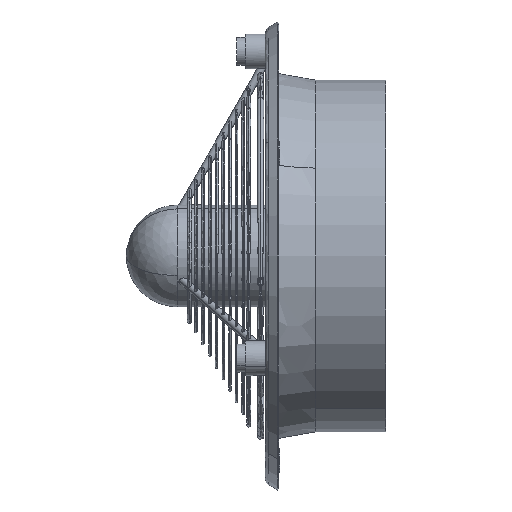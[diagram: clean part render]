
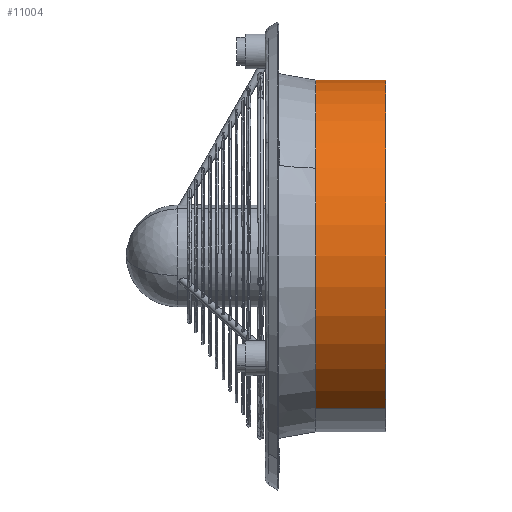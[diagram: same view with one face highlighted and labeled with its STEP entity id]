
A CAD part, front view. The second image highlights one B-rep face of the part: STEP entity #11004.
In plain terms, the highlighted cylindrical face has radius 131.5 mm (diameter 263 mm), a partial arc.
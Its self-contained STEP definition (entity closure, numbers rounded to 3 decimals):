
#336 = AXIS2_PLACEMENT_3D ( 'NONE', #14086, #5959, #504 ) ;
#504 = DIRECTION ( 'NONE',  ( 0., -0.866, 0.5 ) ) ;
#1423 = VECTOR ( 'NONE', #4329, 1000. ) ;
#1993 = ORIENTED_EDGE ( 'NONE', *, *, #8586, .F. ) ;
#2305 = CARTESIAN_POINT ( 'NONE',  ( 72.6, -85.561, 0. ) ) ;
#2503 = CARTESIAN_POINT ( 'NONE',  ( 98.85, -85.561, 0. ) ) ;
#2552 = DIRECTION ( 'NONE',  ( 0., -0.866, 0.5 ) ) ;
#2846 = CYLINDRICAL_SURFACE ( 'NONE', #26816, 131.5 ) ;
#4251 = ORIENTED_EDGE ( 'NONE', *, *, #17686, .T. ) ;
#4283 = CARTESIAN_POINT ( 'NONE',  ( 72.6, -199.443, 65.75 ) ) ;
#4329 = DIRECTION ( 'NONE',  ( 1., 0., 0. ) ) ;
#4639 = ORIENTED_EDGE ( 'NONE', *, *, #11146, .F. ) ;
#4999 = CARTESIAN_POINT ( 'NONE',  ( 125.1, -19.811, 113.882 ) ) ;
#5959 = DIRECTION ( 'NONE',  ( 1., 0., 0. ) ) ;
#6729 = CIRCLE ( 'NONE', #336, 131.5 ) ;
#6964 = LINE ( 'NONE', #26076, #1423 ) ;
#8586 = EDGE_CURVE ( 'NONE', #10015, #30870, #6964, .T. ) ;
#9284 = FACE_OUTER_BOUND ( 'NONE', #15375, .T. ) ;
#10015 = VERTEX_POINT ( 'NONE', #14412 ) ;
#11004 = ADVANCED_FACE ( 'NONE', ( #9284 ), #2846, .T. ) ;
#11146 = EDGE_CURVE ( 'NONE', #30870, #31517, #29301, .T. ) ;
#13286 = DIRECTION ( 'NONE',  ( 1., 0., 0. ) ) ;
#13473 = VERTEX_POINT ( 'NONE', #21414 ) ;
#13828 = DIRECTION ( 'NONE',  ( 0., 0.5, 0.866 ) ) ;
#14086 = CARTESIAN_POINT ( 'NONE',  ( 72.6, -85.561, 0. ) ) ;
#14412 = CARTESIAN_POINT ( 'NONE',  ( 72.6, -19.811, 113.882 ) ) ;
#15375 = EDGE_LOOP ( 'NONE', ( #4251, #18258, #33762, #4639, #1993 ) ) ;
#16786 = AXIS2_PLACEMENT_3D ( 'NONE', #2305, #13286, #2552 ) ;
#16987 = CIRCLE ( 'NONE', #16786, 131.5 ) ;
#17686 = EDGE_CURVE ( 'NONE', #10015, #24337, #6729, .T. ) ;
#18258 = ORIENTED_EDGE ( 'NONE', *, *, #31829, .T. ) ;
#21414 = CARTESIAN_POINT ( 'NONE',  ( 72.6, -151.311, -113.882 ) ) ;
#21641 = DIRECTION ( 'NONE',  ( 1., 0., 0. ) ) ;
#21751 = DIRECTION ( 'NONE',  ( 1., 0., 0. ) ) ;
#23900 = DIRECTION ( 'NONE',  ( 0., 0.5, 0.866 ) ) ;
#24337 = VERTEX_POINT ( 'NONE', #4283 ) ;
#25433 = DIRECTION ( 'NONE',  ( 1., 0., 0. ) ) ;
#26076 = CARTESIAN_POINT ( 'NONE',  ( 98.85, -19.811, 113.882 ) ) ;
#26251 = CARTESIAN_POINT ( 'NONE',  ( 125.1, -151.311, -113.882 ) ) ;
#26816 = AXIS2_PLACEMENT_3D ( 'NONE', #2503, #21641, #23900 ) ;
#28271 = CARTESIAN_POINT ( 'NONE',  ( 98.85, -151.311, -113.882 ) ) ;
#29272 = VECTOR ( 'NONE', #25433, 1000. ) ;
#29301 = CIRCLE ( 'NONE', #34053, 131.5 ) ;
#29911 = CARTESIAN_POINT ( 'NONE',  ( 125.1, -85.561, 0. ) ) ;
#30115 = LINE ( 'NONE', #28271, #29272 ) ;
#30870 = VERTEX_POINT ( 'NONE', #4999 ) ;
#31517 = VERTEX_POINT ( 'NONE', #26251 ) ;
#31829 = EDGE_CURVE ( 'NONE', #24337, #13473, #16987, .T. ) ;
#33762 = ORIENTED_EDGE ( 'NONE', *, *, #35079, .T. ) ;
#34053 = AXIS2_PLACEMENT_3D ( 'NONE', #29911, #21751, #13828 ) ;
#35079 = EDGE_CURVE ( 'NONE', #13473, #31517, #30115, .T. ) ;
